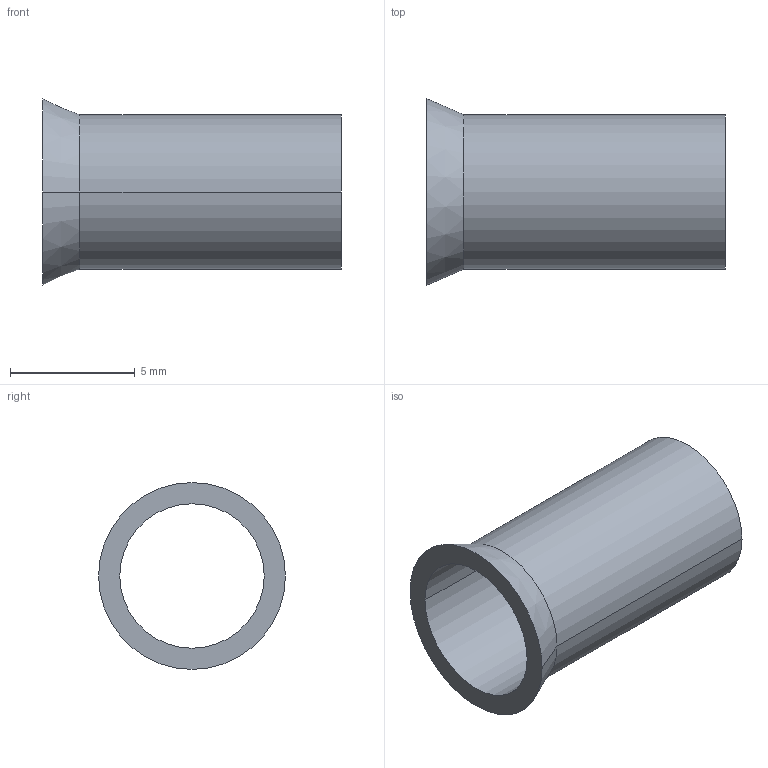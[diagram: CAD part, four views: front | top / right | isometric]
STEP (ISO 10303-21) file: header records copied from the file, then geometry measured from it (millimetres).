
FILE_DESCRIPTION(('SolidDesigner STEP Export'),'2;1');
FILE_NAME('3200425_A_16_12-select.stp','2016-05-12T13:46:16',(''),(''),'Creo Elements/Direct Modeling STEP processor for AP214 (Solid Model)','Creo Elements/Direct Modeling 18.1G 27-Feb-2015 (C) Parametric Technology GmbH','');
FILE_SCHEMA(('AUTOMOTIVE_DESIGN { 1 0 10303 214 1 1 1 1 }'));
Length unit declared in the file: millimetre
Products named in the file (1): 3200425_A_16_12-select
Bounding box: 12 x 7.5 x 7.5 mm (x, y, z)
Volume: 55.4 mm3; surface area: 479.9 mm2
Topology: 1 solids, 1 shells, 8 faces, 16 edges, 10 vertices
Faces by surface type: cylinder 4, plane 2, cone 2
Entity records: 279 total; most frequent: DIRECTION 34, ORIENTED_EDGE 32, CARTESIAN_POINT 30, EDGE_CURVE 16, AXIS2_PLACEMENT_3D 14, VERTEX_POINT 10, EDGE_LOOP 10, COLOUR_RGB 9
